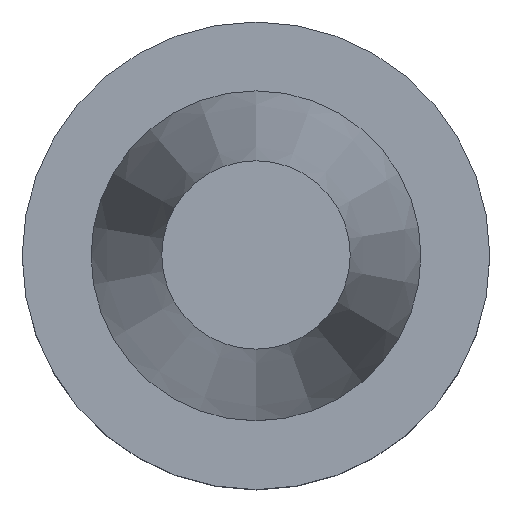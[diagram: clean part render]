
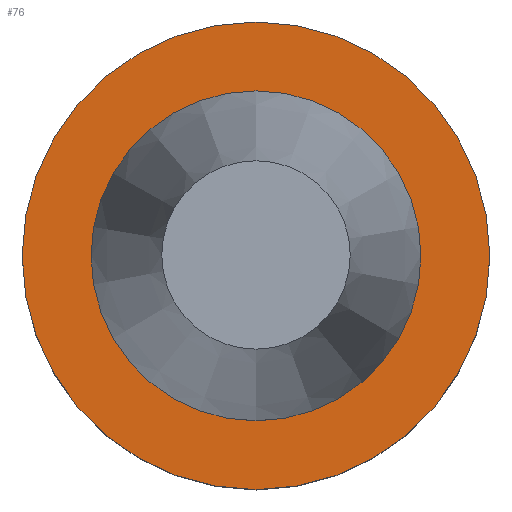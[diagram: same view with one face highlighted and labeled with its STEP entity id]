
A CAD part, top view. The second image highlights one B-rep face of the part: STEP entity #76.
In plain terms, the highlighted planar face has unit normal (0, 0, 1).
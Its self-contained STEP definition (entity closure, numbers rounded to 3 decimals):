
#76=ADVANCED_FACE('Unnamed[1]',(#202,#203),#204,.T.);
#107=EDGE_CURVE('Unnamed[1]',#252,#252,#253,.T.);
#154=EDGE_CURVE('Unnamed[1]',#323,#323,#324,.T.);
#202=FACE_OUTER_BOUND('',#378,.T.);
#203=FACE_BOUND('',#379,.T.);
#204=PLANE('',#380);
#252=VERTEX_POINT('',#440);
#253=CIRCLE('',#441,22.225);
#323=VERTEX_POINT('',#529);
#324=CIRCLE('',#530,31.5);
#378=EDGE_LOOP('',(#581));
#379=EDGE_LOOP('',(#582));
#380=AXIS2_PLACEMENT_3D('',#583,#584,#585);
#440=CARTESIAN_POINT('',(0.,22.225,-1.));
#441=AXIS2_PLACEMENT_3D('',#639,#640,#641);
#529=CARTESIAN_POINT('',(0.,31.5,-1.));
#530=AXIS2_PLACEMENT_3D('',#716,#717,#718);
#581=ORIENTED_EDGE('',*,*,#154,.F.);
#582=ORIENTED_EDGE('',*,*,#107,.T.);
#583=CARTESIAN_POINT('',(0.,26.862,-1.));
#584=DIRECTION('',(0.,0.,1.0));
#585=DIRECTION('',(0.,-1.0,0.));
#639=CARTESIAN_POINT('',(0.,0.,-1.));
#640=DIRECTION('',(0.,0.,-1.0));
#641=DIRECTION('',(0.,1.0,0.));
#716=CARTESIAN_POINT('',(0.,0.,-1.));
#717=DIRECTION('',(0.,0.,-1.0));
#718=DIRECTION('',(0.,1.0,0.));
